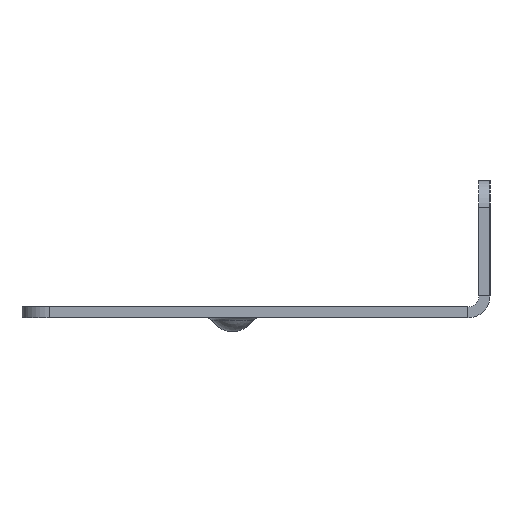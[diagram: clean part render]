
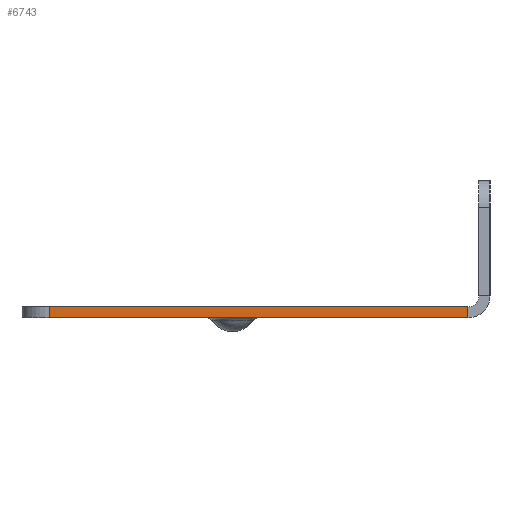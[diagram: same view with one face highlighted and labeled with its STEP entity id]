
A CAD part, left-side view. The second image highlights one B-rep face of the part: STEP entity #6743.
In plain terms, the highlighted planar face has unit normal (-1, 0, 0).
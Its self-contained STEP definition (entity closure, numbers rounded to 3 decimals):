
#341 = DIRECTION ( 'NONE',  ( 0., 0., 1. ) ) ;
#359 = DIRECTION ( 'NONE',  ( 0., 0., 1. ) ) ;
#395 = CARTESIAN_POINT ( 'NONE',  ( -100., 2., 4. ) ) ;
#894 = LINE ( 'NONE', #3293, #1293 ) ;
#1057 = CARTESIAN_POINT ( 'NONE',  ( -100., 0., 2. ) ) ;
#1177 = CARTESIAN_POINT ( 'NONE',  ( -100., 4., 2. ) ) ;
#1250 = EDGE_CURVE ( 'NONE', #3847, #3511, #894, .T. ) ;
#1293 = VECTOR ( 'NONE', #5622, 1000. ) ;
#1457 = ORIENTED_EDGE ( 'NONE', *, *, #1250, .T. ) ;
#1528 = DIRECTION ( 'NONE',  ( 0., -1., 0. ) ) ;
#1568 = FACE_OUTER_BOUND ( 'NONE', #6522, .T. ) ;
#1943 = DIRECTION ( 'NONE',  ( 0., 0., -1. ) ) ;
#2008 = ORIENTED_EDGE ( 'NONE', *, *, #2756, .T. ) ;
#2331 = VECTOR ( 'NONE', #1943, 1000. ) ;
#2393 = VERTEX_POINT ( 'NONE', #1177 ) ;
#2747 = ORIENTED_EDGE ( 'NONE', *, *, #5673, .T. ) ;
#2756 = EDGE_CURVE ( 'NONE', #3511, #2393, #3311, .T. ) ;
#2921 = AXIS2_PLACEMENT_3D ( 'NONE', #395, #4576, #359 ) ;
#3119 = CARTESIAN_POINT ( 'NONE',  ( -100., 80., 4. ) ) ;
#3293 = CARTESIAN_POINT ( 'NONE',  ( -100., 0., 0. ) ) ;
#3311 = LINE ( 'NONE', #5677, #6754 ) ;
#3511 = VERTEX_POINT ( 'NONE', #5071 ) ;
#3847 = VERTEX_POINT ( 'NONE', #4552 ) ;
#4482 = CARTESIAN_POINT ( 'NONE',  ( -100., 80., 2. ) ) ;
#4552 = CARTESIAN_POINT ( 'NONE',  ( -100., 80., 0. ) ) ;
#4576 = DIRECTION ( 'NONE',  ( -1., 0., 0. ) ) ;
#4874 = LINE ( 'NONE', #3119, #2331 ) ;
#4888 = VERTEX_POINT ( 'NONE', #4482 ) ;
#5008 = ORIENTED_EDGE ( 'NONE', *, *, #6705, .F. ) ;
#5071 = CARTESIAN_POINT ( 'NONE',  ( -100., 4., 0. ) ) ;
#5230 = PLANE ( 'NONE',  #2921 ) ;
#5622 = DIRECTION ( 'NONE',  ( 0., -1., 0. ) ) ;
#5673 = EDGE_CURVE ( 'NONE', #4888, #3847, #4874, .T. ) ;
#5677 = CARTESIAN_POINT ( 'NONE',  ( -100., 4., 0. ) ) ;
#5732 = LINE ( 'NONE', #1057, #7248 ) ;
#6522 = EDGE_LOOP ( 'NONE', ( #5008, #2747, #1457, #2008 ) ) ;
#6705 = EDGE_CURVE ( 'NONE', #4888, #2393, #5732, .T. ) ;
#6743 = ADVANCED_FACE ( 'NONE', ( #1568 ), #5230, .T. ) ;
#6754 = VECTOR ( 'NONE', #341, 1000. ) ;
#7248 = VECTOR ( 'NONE', #1528, 1000. ) ;
